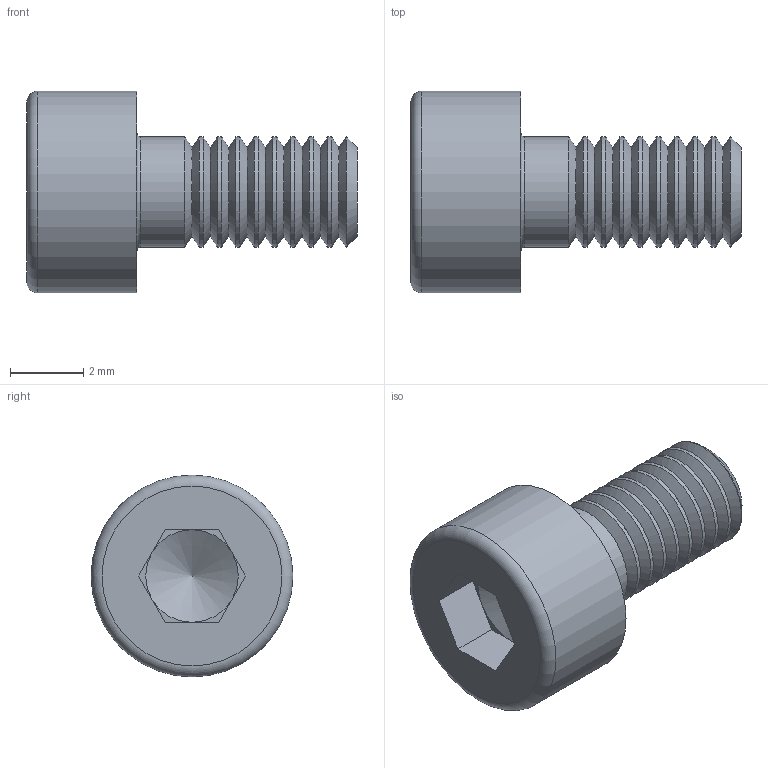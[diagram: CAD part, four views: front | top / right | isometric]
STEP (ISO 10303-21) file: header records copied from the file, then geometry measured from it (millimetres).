
FILE_DESCRIPTION (( 'STEP AP203' ), '1' );
FILE_NAME ('Âèíò ñ âíóòðåííèì øåñòèãðàííèêîì DIN912 Ì3õ6 (ïîëíàÿ ðåçüáà).STEP', '2024-04-12T05:58:32', ( '' ), ( '' ), 'SwSTEP 2.0', 'SolidWorks 2021', '' );
FILE_SCHEMA (( 'CONFIG_CONTROL_DESIGN' ));
Length unit declared in the file: millimetre
Products named in the file (1): Âèíò ñ âíóòðåííèì øåñòèãðàííèêîì DIN912 Ì3õ6 (ïîëíàÿ ðåçüáà)
Bounding box: 9 x 5.5 x 5.5 mm (x, y, z)
Volume: 100.3 mm3; surface area: 183 mm2
Topology: 1 solids, 1 shells, 48 faces, 100 edges, 55 vertices
Faces by surface type: cone 20, plane 15, cylinder 11, torus 2
Full cylindrical faces by diameter (mm): 3 x10, 5.5 x1
Entity records: 1129 total; most frequent: DIRECTION 202, CARTESIAN_POINT 165, ORIENTED_EDGE 128, AXIS2_PLACEMENT_3D 89, EDGE_LOOP 82, EDGE_CURVE 64, FACE_OUTER_BOUND 61, VERTEX_POINT 52
